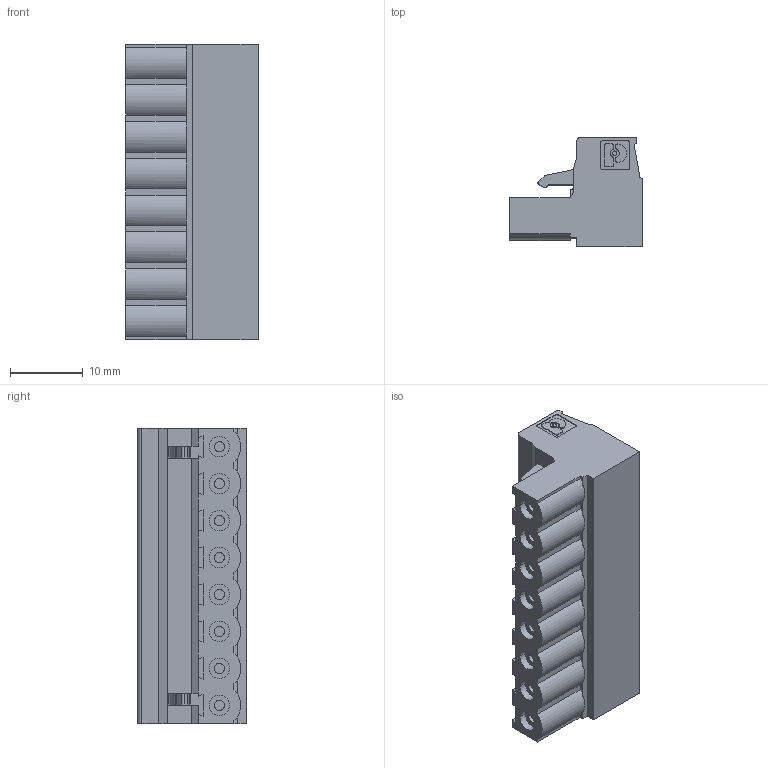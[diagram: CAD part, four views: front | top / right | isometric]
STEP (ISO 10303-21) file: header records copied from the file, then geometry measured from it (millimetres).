
FILE_DESCRIPTION(('Creo Elements/Direct Modeling STEP Export'),'2;1');
FILE_NAME('model.stp','2019-07-30T12:10:58',(''),(''),'Creo Elements/Direct Modeling STEP processor for AP214 (Solid Model)','Creo Elements/Direct Modeling 20.1A 29-Sep-2018 (C) Parametric Technology GmbH','');
FILE_SCHEMA(('AUTOMOTIVE_DESIGN { 1 0 10303 214 1 1 1 1 }'));
Length unit declared in the file: millimetre
Products named in the file (2): PG106336
Assembly tree (1 placements, depth 2):
  PG106336
    PG106336
Bounding box: 18.2 x 15 x 40.64 mm (x, y, z)
Volume: 6562.7 mm3; surface area: 4352.8 mm2
Topology: 1 solids, 1 shells, 477 faces, 1219 edges, 788 vertices
Faces by surface type: plane 348, cylinder 129
Entity records: 14763 total; most frequent: ORIENTED_EDGE 2438, CARTESIAN_POINT 2365, DIRECTION 2285, EDGE_CURVE 1219, VECTOR 869, LINE 869, VERTEX_POINT 788, AXIS2_PLACEMENT_3D 708
